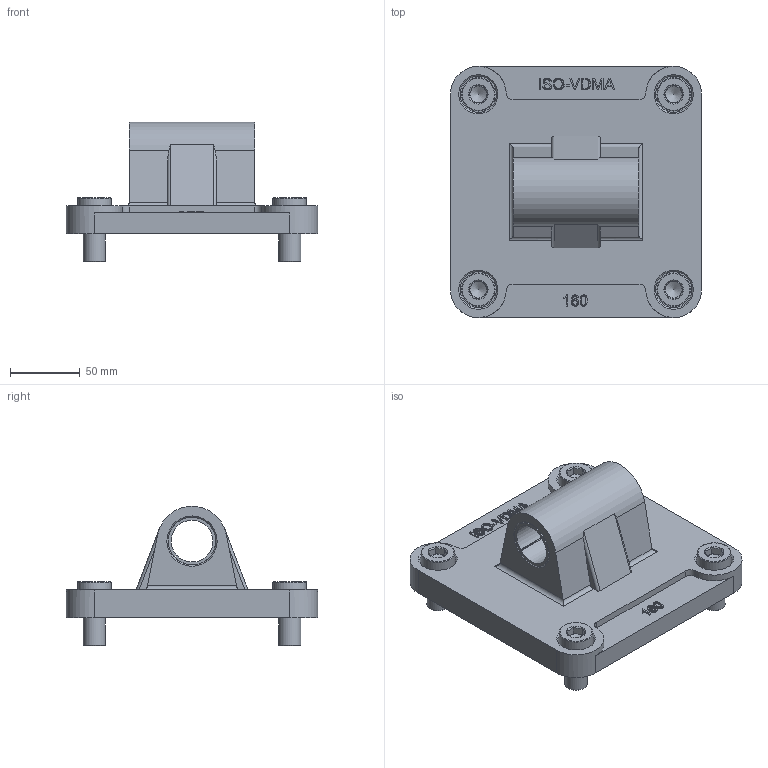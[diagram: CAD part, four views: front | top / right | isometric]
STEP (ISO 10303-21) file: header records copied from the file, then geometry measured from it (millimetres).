
FILE_DESCRIPTION((''),'2;1');
FILE_NAME('CERM160X.stp','2014-09-25T14:43:47',('pc6'),(''),'Autodesk Inventor 2011','Autodesk Inventor 2011','');
FILE_SCHEMA(('AUTOMOTIVE_DESIGN { 1 0 10303 214 1 1 1 1 }'));
Length unit declared in the file: millimetre
Products named in the file (4): CERM160X; CERM160X_1; BUSSOLA_CERF160200X; VM1630
Assembly tree (7 placements, depth 2):
  CERM160X
    CERM160X_1
    BUSSOLA_CERF160200X  x2
    VM1630  x4
Bounding box: 180 x 180 x 100 mm (x, y, z)
Volume: 790259.4 mm3; surface area: 135381.4 mm2
Topology: 7 solids, 7 shells, 392 faces, 997 edges, 653 vertices
Faces by surface type: plane 196, cylinder 97, bspline 63, cone 27, torus 9
Full cylindrical faces by diameter (mm): 16 x4, 18 x4, 24 x4, 26 x4, 34 x1, 65 x1
Entity records: 10128 total; most frequent: CARTESIAN_POINT 2528, ORIENTED_EDGE 1588, DIRECTION 1396, EDGE_CURVE 794, VERTEX_POINT 544, AXIS2_PLACEMENT_3D 476, VECTOR 444, LINE 444
